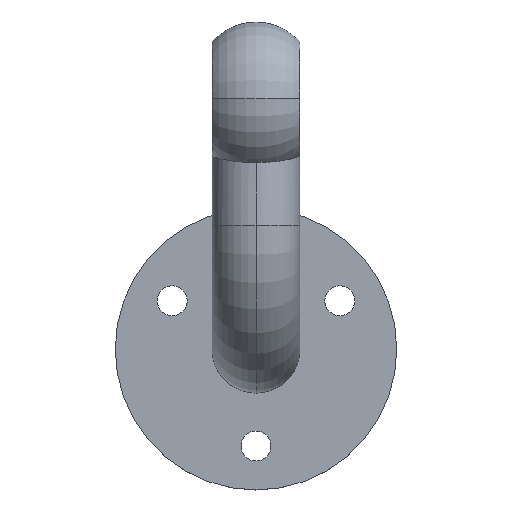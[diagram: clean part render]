
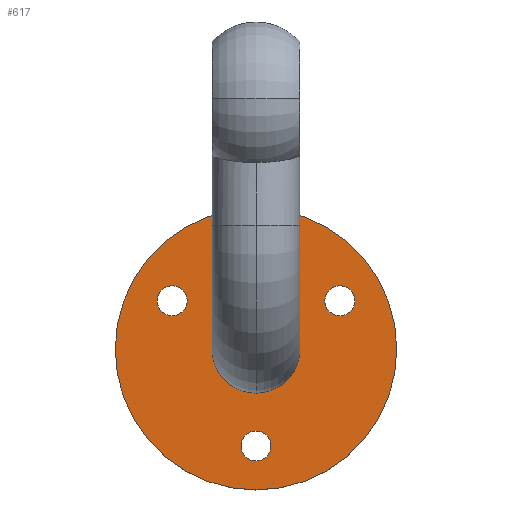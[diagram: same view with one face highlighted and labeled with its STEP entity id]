
A CAD part, top view. The second image highlights one B-rep face of the part: STEP entity #617.
In plain terms, the highlighted planar face has unit normal (0, 0, 1).
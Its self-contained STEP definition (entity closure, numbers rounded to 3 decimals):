
#9 = DIRECTION ( 'NONE',  ( 1., 0., 0. ) ) ;
#69 = CARTESIAN_POINT ( 'NONE',  ( 19.566, 13.75, 6. ) ) ;
#93 = DIRECTION ( 'NONE',  ( 1., 0., 0. ) ) ;
#162 = VERTEX_POINT ( 'NONE', #11481 ) ;
#290 = AXIS2_PLACEMENT_3D ( 'NONE', #3651, #3611, #5519 ) ;
#351 = CIRCLE ( 'NONE', #8172, 4.25 ) ;
#456 = CARTESIAN_POINT ( 'NONE',  ( 0., -12.5, 6. ) ) ;
#467 = DIRECTION ( 'NONE',  ( 1., 0., 0. ) ) ;
#617 = ADVANCED_FACE ( 'NONE', ( #10043, #8848, #2125, #5955, #4771 ), #4750, .T. ) ;
#625 = CARTESIAN_POINT ( 'NONE',  ( 0., 0., 6. ) ) ;
#748 = ORIENTED_EDGE ( 'NONE', *, *, #9659, .T. ) ;
#886 = AXIS2_PLACEMENT_3D ( 'NONE', #9925, #1451, #8003 ) ;
#1314 = CIRCLE ( 'NONE', #7053, 4.25 ) ;
#1451 = DIRECTION ( 'NONE',  ( 0., 0., -1. ) ) ;
#1765 = VERTEX_POINT ( 'NONE', #2072 ) ;
#2072 = CARTESIAN_POINT ( 'NONE',  ( 40., 0., 6. ) ) ;
#2125 = FACE_OUTER_BOUND ( 'NONE', #9322, .T. ) ;
#2311 = DIRECTION ( 'NONE',  ( 0., 0., -1. ) ) ;
#2358 = CARTESIAN_POINT ( 'NONE',  ( -28.066, 13.75, 6. ) ) ;
#2379 = DIRECTION ( 'NONE',  ( 0., 0., 1. ) ) ;
#2402 = EDGE_CURVE ( 'NONE', #4504, #11885, #351, .T. ) ;
#2668 = AXIS2_PLACEMENT_3D ( 'NONE', #10365, #10324, #4799 ) ;
#3203 = EDGE_CURVE ( 'NONE', #10888, #5571, #11535, .T. ) ;
#3326 = CIRCLE ( 'NONE', #4764, 4.25 ) ;
#3480 = EDGE_LOOP ( 'NONE', ( #5707, #3834 ) ) ;
#3552 = AXIS2_PLACEMENT_3D ( 'NONE', #625, #2311, #9848 ) ;
#3611 = DIRECTION ( 'NONE',  ( 0., 0., 1. ) ) ;
#3651 = CARTESIAN_POINT ( 'NONE',  ( 23.816, 13.75, 6. ) ) ;
#3834 = ORIENTED_EDGE ( 'NONE', *, *, #9822, .F. ) ;
#4235 = CARTESIAN_POINT ( 'NONE',  ( 0., 0., 6. ) ) ;
#4360 = DIRECTION ( 'NONE',  ( 0., 0., 1. ) ) ;
#4441 = CIRCLE ( 'NONE', #6182, 40. ) ;
#4504 = VERTEX_POINT ( 'NONE', #8844 ) ;
#4586 = EDGE_CURVE ( 'NONE', #6002, #4860, #7852, .T. ) ;
#4750 = PLANE ( 'NONE',  #2668 ) ;
#4764 = AXIS2_PLACEMENT_3D ( 'NONE', #8441, #10384, #9 ) ;
#4771 = FACE_BOUND ( 'NONE', #8735, .T. ) ;
#4794 = ORIENTED_EDGE ( 'NONE', *, *, #9921, .F. ) ;
#4799 = DIRECTION ( 'NONE',  ( 1., 0., 0. ) ) ;
#4860 = VERTEX_POINT ( 'NONE', #9841 ) ;
#5161 = DIRECTION ( 'NONE',  ( 1., 0., 0. ) ) ;
#5238 = DIRECTION ( 'NONE',  ( 1., 0., 0. ) ) ;
#5336 = ORIENTED_EDGE ( 'NONE', *, *, #2402, .F. ) ;
#5409 = EDGE_CURVE ( 'NONE', #1765, #162, #8549, .T. ) ;
#5422 = EDGE_CURVE ( 'NONE', #7838, #8622, #6510, .T. ) ;
#5519 = DIRECTION ( 'NONE',  ( 1., 0., 0. ) ) ;
#5571 = VERTEX_POINT ( 'NONE', #8141 ) ;
#5707 = ORIENTED_EDGE ( 'NONE', *, *, #4586, .F. ) ;
#5758 = CARTESIAN_POINT ( 'NONE',  ( 0., -27.5, 6. ) ) ;
#5955 = FACE_BOUND ( 'NONE', #3480, .T. ) ;
#6002 = VERTEX_POINT ( 'NONE', #7657 ) ;
#6182 = AXIS2_PLACEMENT_3D ( 'NONE', #4235, #7205, #5161 ) ;
#6205 = CIRCLE ( 'NONE', #7681, 4.25 ) ;
#6510 = CIRCLE ( 'NONE', #886, 12.5 ) ;
#6745 = CARTESIAN_POINT ( 'NONE',  ( 0., 12.5, 6. ) ) ;
#7053 = AXIS2_PLACEMENT_3D ( 'NONE', #5758, #9597, #93 ) ;
#7205 = DIRECTION ( 'NONE',  ( 0., 0., 1. ) ) ;
#7580 = EDGE_CURVE ( 'NONE', #11885, #4504, #3326, .T. ) ;
#7657 = CARTESIAN_POINT ( 'NONE',  ( -4.25, -27.5, 6. ) ) ;
#7681 = AXIS2_PLACEMENT_3D ( 'NONE', #10629, #8725, #7846 ) ;
#7813 = CARTESIAN_POINT ( 'NONE',  ( 0., 0., 6. ) ) ;
#7838 = VERTEX_POINT ( 'NONE', #6745 ) ;
#7846 = DIRECTION ( 'NONE',  ( 1., 0., 0. ) ) ;
#7852 = CIRCLE ( 'NONE', #11878, 4.25 ) ;
#7876 = ORIENTED_EDGE ( 'NONE', *, *, #3203, .F. ) ;
#8003 = DIRECTION ( 'NONE',  ( 1., 0., 0. ) ) ;
#8015 = EDGE_CURVE ( 'NONE', #8622, #7838, #11772, .T. ) ;
#8141 = CARTESIAN_POINT ( 'NONE',  ( 28.066, 13.75, 6. ) ) ;
#8163 = EDGE_LOOP ( 'NONE', ( #9881, #5336 ) ) ;
#8172 = AXIS2_PLACEMENT_3D ( 'NONE', #11820, #2379, #467 ) ;
#8290 = ORIENTED_EDGE ( 'NONE', *, *, #5422, .T. ) ;
#8441 = CARTESIAN_POINT ( 'NONE',  ( -23.816, 13.75, 6. ) ) ;
#8549 = CIRCLE ( 'NONE', #10828, 40. ) ;
#8622 = VERTEX_POINT ( 'NONE', #456 ) ;
#8725 = DIRECTION ( 'NONE',  ( 0., 0., 1. ) ) ;
#8734 = DIRECTION ( 'NONE',  ( 0., 0., 1. ) ) ;
#8735 = EDGE_LOOP ( 'NONE', ( #7876, #4794 ) ) ;
#8844 = CARTESIAN_POINT ( 'NONE',  ( -19.566, 13.75, 6. ) ) ;
#8848 = FACE_BOUND ( 'NONE', #8163, .T. ) ;
#8860 = ORIENTED_EDGE ( 'NONE', *, *, #5409, .T. ) ;
#8897 = ORIENTED_EDGE ( 'NONE', *, *, #8015, .T. ) ;
#9322 = EDGE_LOOP ( 'NONE', ( #748, #8860 ) ) ;
#9597 = DIRECTION ( 'NONE',  ( 0., 0., 1. ) ) ;
#9659 = EDGE_CURVE ( 'NONE', #162, #1765, #4441, .T. ) ;
#9685 = DIRECTION ( 'NONE',  ( 1., 0., 0. ) ) ;
#9822 = EDGE_CURVE ( 'NONE', #4860, #6002, #1314, .T. ) ;
#9841 = CARTESIAN_POINT ( 'NONE',  ( 4.25, -27.5, 6. ) ) ;
#9848 = DIRECTION ( 'NONE',  ( 1., 0., 0. ) ) ;
#9881 = ORIENTED_EDGE ( 'NONE', *, *, #7580, .F. ) ;
#9921 = EDGE_CURVE ( 'NONE', #5571, #10888, #6205, .T. ) ;
#9925 = CARTESIAN_POINT ( 'NONE',  ( 0., 0., 6. ) ) ;
#10043 = FACE_BOUND ( 'NONE', #11551, .T. ) ;
#10324 = DIRECTION ( 'NONE',  ( 0., 0., 1. ) ) ;
#10365 = CARTESIAN_POINT ( 'NONE',  ( 0., 0., 6. ) ) ;
#10384 = DIRECTION ( 'NONE',  ( 0., 0., 1. ) ) ;
#10629 = CARTESIAN_POINT ( 'NONE',  ( 23.816, 13.75, 6. ) ) ;
#10828 = AXIS2_PLACEMENT_3D ( 'NONE', #7813, #8734, #9685 ) ;
#10888 = VERTEX_POINT ( 'NONE', #69 ) ;
#11481 = CARTESIAN_POINT ( 'NONE',  ( -40., 0., 6. ) ) ;
#11535 = CIRCLE ( 'NONE', #290, 4.25 ) ;
#11551 = EDGE_LOOP ( 'NONE', ( #8897, #8290 ) ) ;
#11772 = CIRCLE ( 'NONE', #3552, 12.5 ) ;
#11820 = CARTESIAN_POINT ( 'NONE',  ( -23.816, 13.75, 6. ) ) ;
#11878 = AXIS2_PLACEMENT_3D ( 'NONE', #11904, #4360, #5238 ) ;
#11885 = VERTEX_POINT ( 'NONE', #2358 ) ;
#11904 = CARTESIAN_POINT ( 'NONE',  ( 0., -27.5, 6. ) ) ;
